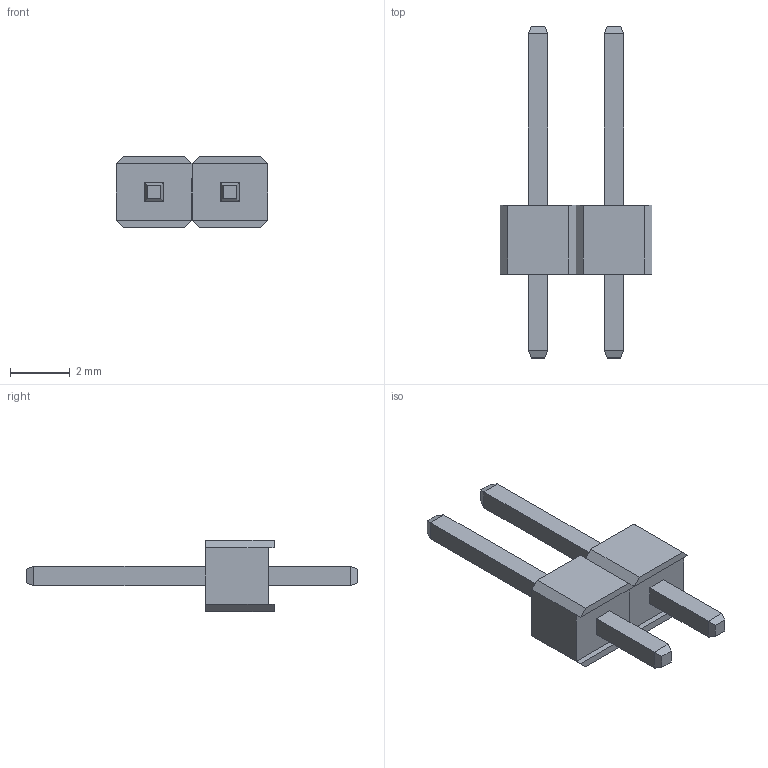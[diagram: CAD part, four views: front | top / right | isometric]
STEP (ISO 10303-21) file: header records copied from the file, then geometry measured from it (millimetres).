
FILE_DESCRIPTION (( 'STEP AP214' ), '1' );
FILE_NAME ('2x_Male_Pin_2.54_mm.STEP', '2020-05-13T07:43:38', ( '' ), ( '' ), 'SwSTEP 2.0', 'SolidWorks 2018', '' );
FILE_SCHEMA (( 'AUTOMOTIVE_DESIGN' ));
Length unit declared in the file: millimetre
Products named in the file (2): 2x_Male_Pin_2.54_mm; 1_Male_Pin_2.54_mm
Assembly tree (2 placements, depth 2):
  2x_Male_Pin_2.54_mm
    1_Male_Pin_2.54_mm  x2
Bounding box: 5.08 x 11.1 x 2.4 mm (x, y, z)
Volume: 33 mm3; surface area: 112.8 mm2
Topology: 2 solids, 2 shells, 64 faces, 144 edges, 88 vertices
Faces by surface type: plane 64
Entity records: 1286 total; most frequent: CARTESIAN_POINT 153, DIRECTION 146, ORIENTED_EDGE 144, LINE 72, EDGE_CURVE 72, VECTOR 72, VERTEX_POINT 44, AXIS2_PLACEMENT_3D 37
